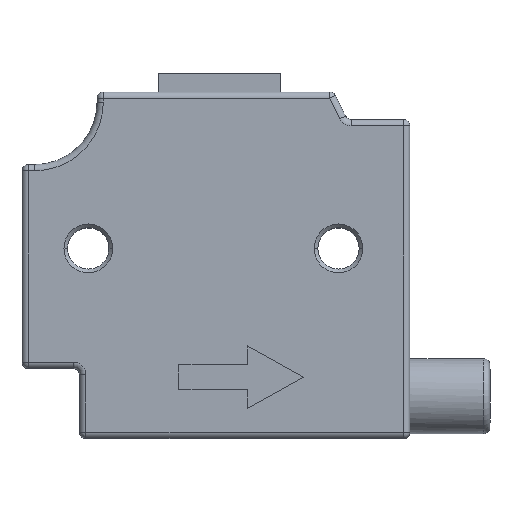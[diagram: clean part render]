
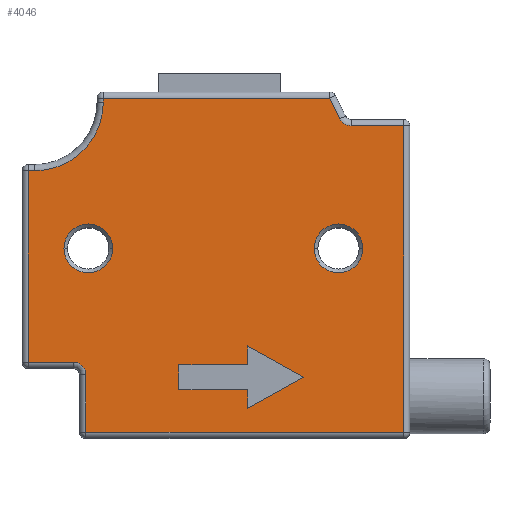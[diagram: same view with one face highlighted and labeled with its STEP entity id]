
A CAD part, top view. The second image highlights one B-rep face of the part: STEP entity #4046.
In plain terms, the highlighted planar face has unit normal (0, 0, 1).
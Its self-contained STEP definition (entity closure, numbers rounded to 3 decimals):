
#288=CARTESIAN_POINT('Vertex',(0.5,6.1,12.8)) ;
#334=CARTESIAN_POINT('Vertex',(5.1,5.1,12.8)) ;
#337=CARTESIAN_POINT('Axis2P3D Location',(4.1,5.1,12.8)) ;
#341=CARTESIAN_POINT('Vertex',(4.1,6.1,12.8)) ;
#385=CARTESIAN_POINT('Line Origine',(15.5,6.1,12.8)) ;
#444=CARTESIAN_POINT('Vertex',(5.1,0.5,12.8)) ;
#447=CARTESIAN_POINT('Line Origine',(5.1,13.85,12.8)) ;
#1286=CARTESIAN_POINT('Vertex',(30.5,25.,12.8)) ;
#1387=CARTESIAN_POINT('Vertex',(24.591,27.2,12.8)) ;
#1419=CARTESIAN_POINT('Vertex',(6.5,27.2,12.8)) ;
#1449=CARTESIAN_POINT('Vertex',(30.5,0.5,12.8)) ;
#2146=CARTESIAN_POINT('Vertex',(0.5,21.4,12.8)) ;
#2828=CARTESIAN_POINT('Vertex',(12.538,5.906,12.8)) ;
#2831=CARTESIAN_POINT('Line Origine',(12.538,5.406,12.8)) ;
#2835=CARTESIAN_POINT('Vertex',(12.538,4.906,12.8)) ;
#2850=CARTESIAN_POINT('Line Origine',(12.538,4.406,12.8)) ;
#2854=CARTESIAN_POINT('Vertex',(12.538,3.906,12.8)) ;
#2869=CARTESIAN_POINT('Line Origine',(15.288,3.906,12.8)) ;
#2873=CARTESIAN_POINT('Vertex',(18.038,3.906,12.8)) ;
#2888=CARTESIAN_POINT('Line Origine',(18.038,3.156,12.8)) ;
#2892=CARTESIAN_POINT('Vertex',(18.038,2.406,12.8)) ;
#2907=CARTESIAN_POINT('Line Origine',(20.288,3.656,12.8)) ;
#2911=CARTESIAN_POINT('Vertex',(22.538,4.906,12.8)) ;
#2926=CARTESIAN_POINT('Line Origine',(20.288,6.156,12.8)) ;
#2930=CARTESIAN_POINT('Vertex',(18.038,7.406,12.8)) ;
#2945=CARTESIAN_POINT('Line Origine',(18.038,6.656,12.8)) ;
#2949=CARTESIAN_POINT('Vertex',(18.038,5.906,12.8)) ;
#2964=CARTESIAN_POINT('Line Origine',(15.288,5.906,12.8)) ;
#2985=CARTESIAN_POINT('Vertex',(26.309,25.,12.8)) ;
#2988=CARTESIAN_POINT('Line Origine',(15.5,25.,12.8)) ;
#3005=CARTESIAN_POINT('Line Origine',(30.5,13.85,12.8)) ;
#3022=CARTESIAN_POINT('Line Origine',(15.5,0.5,12.8)) ;
#3039=CARTESIAN_POINT('Line Origine',(15.5,21.4,12.8)) ;
#3043=CARTESIAN_POINT('Vertex',(1.,21.4,12.8)) ;
#3063=CARTESIAN_POINT('Axis2P3D Location',(1.,26.9,12.8)) ;
#3067=CARTESIAN_POINT('Vertex',(6.5,26.9,12.8)) ;
#3087=CARTESIAN_POINT('Line Origine',(6.5,13.85,12.8)) ;
#3104=CARTESIAN_POINT('Line Origine',(15.5,27.2,12.8)) ;
#3126=CARTESIAN_POINT('Line Origine',(29.385,17.611,12.8)) ;
#3130=CARTESIAN_POINT('Vertex',(25.415,25.553,12.8)) ;
#3150=CARTESIAN_POINT('Axis2P3D Location',(26.309,26.,12.8)) ;
#3189=CARTESIAN_POINT('Line Origine',(0.5,13.85,12.8)) ;
#3912=CARTESIAN_POINT('Vertex',(7.25,15.2,12.8)) ;
#3915=CARTESIAN_POINT('Axis2P3D Location',(5.3,15.2,12.8)) ;
#3919=CARTESIAN_POINT('Vertex',(3.35,15.2,12.8)) ;
#3939=CARTESIAN_POINT('Axis2P3D Location',(5.3,15.2,12.8)) ;
#3994=CARTESIAN_POINT('Axis2P3D Location',(0.,0.,12.8)) ;
#4014=CARTESIAN_POINT('Axis2P3D Location',(25.3,15.2,12.8)) ;
#4018=CARTESIAN_POINT('Vertex',(23.35,15.2,12.8)) ;
#4020=CARTESIAN_POINT('Vertex',(27.25,15.2,12.8)) ;
#4023=CARTESIAN_POINT('Axis2P3D Location',(25.3,15.2,12.8)) ;
#338=DIRECTION('Axis2P3D Direction',(0.,0.,1.)) ;
#386=DIRECTION('Vector Direction',(1.,0.,0.)) ;
#448=DIRECTION('Vector Direction',(0.,-1.,0.)) ;
#2832=DIRECTION('Vector Direction',(0.,1.,0.)) ;
#2851=DIRECTION('Vector Direction',(0.,-1.,0.)) ;
#2870=DIRECTION('Vector Direction',(1.,0.,0.)) ;
#2889=DIRECTION('Vector Direction',(0.,-1.,0.)) ;
#2908=DIRECTION('Vector Direction',(0.874,0.486,0.)) ;
#2927=DIRECTION('Vector Direction',(0.874,-0.486,0.)) ;
#2946=DIRECTION('Vector Direction',(0.,1.,0.)) ;
#2965=DIRECTION('Vector Direction',(1.,0.,0.)) ;
#2989=DIRECTION('Vector Direction',(-1.,0.,0.)) ;
#3006=DIRECTION('Vector Direction',(0.,1.,0.)) ;
#3023=DIRECTION('Vector Direction',(1.,0.,0.)) ;
#3040=DIRECTION('Vector Direction',(1.,0.,0.)) ;
#3064=DIRECTION('Axis2P3D Direction',(0.,-0.,1.)) ;
#3088=DIRECTION('Vector Direction',(0.,1.,0.)) ;
#3105=DIRECTION('Vector Direction',(-1.,0.,0.)) ;
#3127=DIRECTION('Vector Direction',(-0.447,0.894,0.)) ;
#3151=DIRECTION('Axis2P3D Direction',(-0.,0.,1.)) ;
#3190=DIRECTION('Vector Direction',(0.,-1.,0.)) ;
#3916=DIRECTION('Axis2P3D Direction',(-0.,0.,1.)) ;
#3940=DIRECTION('Axis2P3D Direction',(0.,0.,1.)) ;
#3995=DIRECTION('Axis2P3D Direction',(0.,0.,1.)) ;
#3996=DIRECTION('Axis2P3D XDirection',(1.,0.,0.)) ;
#4015=DIRECTION('Axis2P3D Direction',(0.,0.,1.)) ;
#4024=DIRECTION('Axis2P3D Direction',(0.,0.,1.)) ;
#339=AXIS2_PLACEMENT_3D('Circle Axis2P3D',#337,#338,$) ;
#3065=AXIS2_PLACEMENT_3D('Circle Axis2P3D',#3063,#3064,$) ;
#3152=AXIS2_PLACEMENT_3D('Circle Axis2P3D',#3150,#3151,$) ;
#3917=AXIS2_PLACEMENT_3D('Circle Axis2P3D',#3915,#3916,$) ;
#3941=AXIS2_PLACEMENT_3D('Circle Axis2P3D',#3939,#3940,$) ;
#3997=AXIS2_PLACEMENT_3D('Plane Axis2P3D',#3994,#3995,#3996) ;
#4016=AXIS2_PLACEMENT_3D('Circle Axis2P3D',#4014,#4015,$) ;
#4025=AXIS2_PLACEMENT_3D('Circle Axis2P3D',#4023,#4024,$) ;
#4000=ORIENTED_EDGE('',*,*,#3154,.F.) ;
#4001=ORIENTED_EDGE('',*,*,#3132,.F.) ;
#4002=ORIENTED_EDGE('',*,*,#3108,.F.) ;
#4003=ORIENTED_EDGE('',*,*,#3091,.F.) ;
#4004=ORIENTED_EDGE('',*,*,#3069,.F.) ;
#4005=ORIENTED_EDGE('',*,*,#3045,.F.) ;
#4006=ORIENTED_EDGE('',*,*,#3193,.F.) ;
#4007=ORIENTED_EDGE('',*,*,#389,.F.) ;
#4008=ORIENTED_EDGE('',*,*,#343,.F.) ;
#4009=ORIENTED_EDGE('',*,*,#451,.F.) ;
#4010=ORIENTED_EDGE('',*,*,#3026,.F.) ;
#4011=ORIENTED_EDGE('',*,*,#3009,.F.) ;
#4012=ORIENTED_EDGE('',*,*,#2992,.F.) ;
#4029=ORIENTED_EDGE('',*,*,#4022,.F.) ;
#4030=ORIENTED_EDGE('',*,*,#4027,.F.) ;
#4033=ORIENTED_EDGE('',*,*,#3943,.F.) ;
#4034=ORIENTED_EDGE('',*,*,#3921,.F.) ;
#4037=ORIENTED_EDGE('',*,*,#2968,.F.) ;
#4038=ORIENTED_EDGE('',*,*,#2951,.F.) ;
#4039=ORIENTED_EDGE('',*,*,#2932,.F.) ;
#4040=ORIENTED_EDGE('',*,*,#2913,.F.) ;
#4041=ORIENTED_EDGE('',*,*,#2894,.F.) ;
#4042=ORIENTED_EDGE('',*,*,#2875,.F.) ;
#4043=ORIENTED_EDGE('',*,*,#2856,.F.) ;
#4044=ORIENTED_EDGE('',*,*,#2837,.F.) ;
#4031=FACE_BOUND('',#4028,.T.) ;
#4035=FACE_BOUND('',#4032,.T.) ;
#4045=FACE_BOUND('',#4036,.T.) ;
#387=VECTOR('Line Direction',#386,1.) ;
#449=VECTOR('Line Direction',#448,1.) ;
#2833=VECTOR('Line Direction',#2832,1.) ;
#2852=VECTOR('Line Direction',#2851,1.) ;
#2871=VECTOR('Line Direction',#2870,1.) ;
#2890=VECTOR('Line Direction',#2889,1.) ;
#2909=VECTOR('Line Direction',#2908,1.) ;
#2928=VECTOR('Line Direction',#2927,1.) ;
#2947=VECTOR('Line Direction',#2946,1.) ;
#2966=VECTOR('Line Direction',#2965,1.) ;
#2990=VECTOR('Line Direction',#2989,1.) ;
#3007=VECTOR('Line Direction',#3006,1.) ;
#3024=VECTOR('Line Direction',#3023,1.) ;
#3041=VECTOR('Line Direction',#3040,1.) ;
#3089=VECTOR('Line Direction',#3088,1.) ;
#3106=VECTOR('Line Direction',#3105,1.) ;
#3128=VECTOR('Line Direction',#3127,1.) ;
#3191=VECTOR('Line Direction',#3190,1.) ;
#4046=ADVANCED_FACE('Hauptk\X2\00F6\X0\rper',(#4013,#4031,#4035,#4045),#3998,.T.) ;
#340=CIRCLE('generated circle',#339,1.) ;
#3066=CIRCLE('generated circle',#3065,5.5) ;
#3153=CIRCLE('generated circle',#3152,1.) ;
#3918=CIRCLE('generated circle',#3917,1.95) ;
#3942=CIRCLE('generated circle',#3941,1.95) ;
#4017=CIRCLE('generated circle',#4016,1.95) ;
#4026=CIRCLE('generated circle',#4025,1.95) ;
#343=EDGE_CURVE('',#335,#342,#340,.T.) ;
#389=EDGE_CURVE('',#342,#289,#388,.F.) ;
#451=EDGE_CURVE('',#445,#335,#450,.F.) ;
#2837=EDGE_CURVE('',#2829,#2836,#2834,.F.) ;
#2856=EDGE_CURVE('',#2836,#2855,#2853,.T.) ;
#2875=EDGE_CURVE('',#2855,#2874,#2872,.T.) ;
#2894=EDGE_CURVE('',#2874,#2893,#2891,.T.) ;
#2913=EDGE_CURVE('',#2893,#2912,#2910,.T.) ;
#2932=EDGE_CURVE('',#2912,#2931,#2929,.F.) ;
#2951=EDGE_CURVE('',#2931,#2950,#2948,.F.) ;
#2968=EDGE_CURVE('',#2950,#2829,#2967,.F.) ;
#2992=EDGE_CURVE('',#2986,#1287,#2991,.F.) ;
#3009=EDGE_CURVE('',#1287,#1450,#3008,.F.) ;
#3026=EDGE_CURVE('',#1450,#445,#3025,.F.) ;
#3045=EDGE_CURVE('',#2147,#3044,#3042,.T.) ;
#3069=EDGE_CURVE('',#3044,#3068,#3066,.T.) ;
#3091=EDGE_CURVE('',#3068,#1420,#3090,.T.) ;
#3108=EDGE_CURVE('',#1420,#1388,#3107,.F.) ;
#3132=EDGE_CURVE('',#1388,#3131,#3129,.F.) ;
#3154=EDGE_CURVE('',#3131,#2986,#3153,.T.) ;
#3193=EDGE_CURVE('',#289,#2147,#3192,.F.) ;
#3921=EDGE_CURVE('',#3913,#3920,#3918,.T.) ;
#3943=EDGE_CURVE('',#3920,#3913,#3942,.T.) ;
#4022=EDGE_CURVE('',#4019,#4021,#4017,.T.) ;
#4027=EDGE_CURVE('',#4021,#4019,#4026,.T.) ;
#3999=EDGE_LOOP('',(#4000,#4001,#4002,#4003,#4004,#4005,#4006,#4007,#4008,#4009,#4010,#4011,#4012)) ;
#4028=EDGE_LOOP('',(#4029,#4030)) ;
#4032=EDGE_LOOP('',(#4033,#4034)) ;
#4036=EDGE_LOOP('',(#4037,#4038,#4039,#4040,#4041,#4042,#4043,#4044)) ;
#4013=FACE_OUTER_BOUND('',#3999,.T.) ;
#388=LINE('Line',#385,#387) ;
#450=LINE('Line',#447,#449) ;
#2834=LINE('Line',#2831,#2833) ;
#2853=LINE('Line',#2850,#2852) ;
#2872=LINE('Line',#2869,#2871) ;
#2891=LINE('Line',#2888,#2890) ;
#2910=LINE('Line',#2907,#2909) ;
#2929=LINE('Line',#2926,#2928) ;
#2948=LINE('Line',#2945,#2947) ;
#2967=LINE('Line',#2964,#2966) ;
#2991=LINE('Line',#2988,#2990) ;
#3008=LINE('Line',#3005,#3007) ;
#3025=LINE('Line',#3022,#3024) ;
#3042=LINE('Line',#3039,#3041) ;
#3090=LINE('Line',#3087,#3089) ;
#3107=LINE('Line',#3104,#3106) ;
#3129=LINE('Line',#3126,#3128) ;
#3192=LINE('Line',#3189,#3191) ;
#3998=PLANE('',#3997) ;
#289=VERTEX_POINT('',#288) ;
#335=VERTEX_POINT('',#334) ;
#342=VERTEX_POINT('',#341) ;
#445=VERTEX_POINT('',#444) ;
#1287=VERTEX_POINT('',#1286) ;
#1388=VERTEX_POINT('',#1387) ;
#1420=VERTEX_POINT('',#1419) ;
#1450=VERTEX_POINT('',#1449) ;
#2147=VERTEX_POINT('',#2146) ;
#2829=VERTEX_POINT('',#2828) ;
#2836=VERTEX_POINT('',#2835) ;
#2855=VERTEX_POINT('',#2854) ;
#2874=VERTEX_POINT('',#2873) ;
#2893=VERTEX_POINT('',#2892) ;
#2912=VERTEX_POINT('',#2911) ;
#2931=VERTEX_POINT('',#2930) ;
#2950=VERTEX_POINT('',#2949) ;
#2986=VERTEX_POINT('',#2985) ;
#3044=VERTEX_POINT('',#3043) ;
#3068=VERTEX_POINT('',#3067) ;
#3131=VERTEX_POINT('',#3130) ;
#3913=VERTEX_POINT('',#3912) ;
#3920=VERTEX_POINT('',#3919) ;
#4019=VERTEX_POINT('',#4018) ;
#4021=VERTEX_POINT('',#4020) ;
